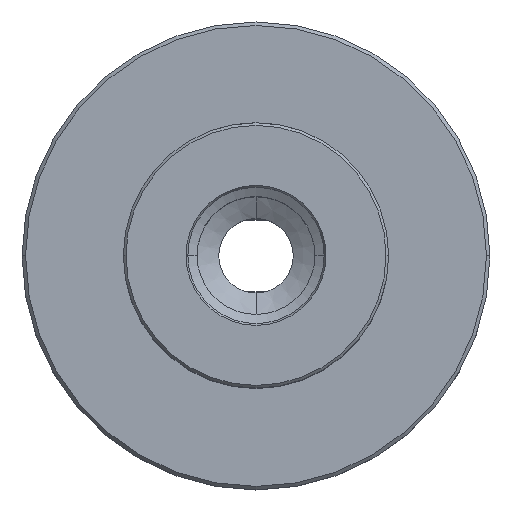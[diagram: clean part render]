
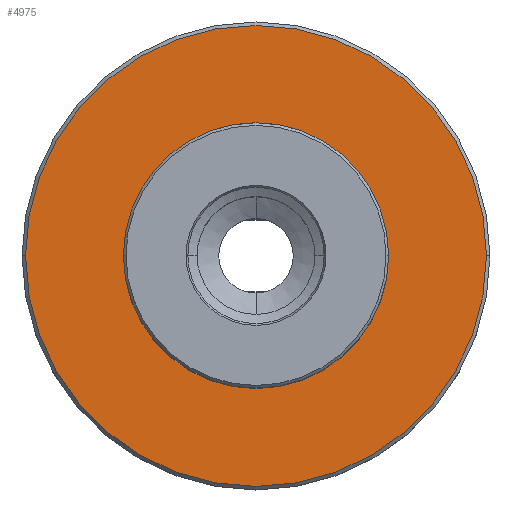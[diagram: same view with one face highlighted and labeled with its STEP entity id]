
A CAD part, top view. The second image highlights one B-rep face of the part: STEP entity #4975.
In plain terms, the highlighted planar face has unit normal (0, 0, 1).
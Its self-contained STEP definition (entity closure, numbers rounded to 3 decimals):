
#3153=EDGE_CURVE('NONE',#4989,#4213,#6729,.T.);
#3163=VERTEX_POINT('NONE',#6739);
#3933=EDGE_CURVE('NONE',#4619,#3163,#7574,.T.);
#4213=VERTEX_POINT('NONE',#7891);
#4451=EDGE_CURVE('NONE',#4213,#4989,#8155,.T.);
#4619=VERTEX_POINT('NONE',#8343);
#4975=ADVANCED_FACE('NONE',(#8728,#8729),#8730,.F.);
#4989=VERTEX_POINT('NONE',#8744);
#5027=EDGE_CURVE('NONE',#3163,#4619,#8786,.T.);
#6729=CIRCLE('',#13268,17.8);
#6739=CARTESIAN_POINT('',(31.275,0.,0.0));
#7574=CIRCLE('',#15746,31.275);
#7891=CARTESIAN_POINT('',(17.8,0.,0.0));
#8155=CIRCLE('',#17395,17.8);
#8343=CARTESIAN_POINT('',(-31.275,0.,0.0));
#8728=FACE_OUTER_BOUND('',#18646,.T.);
#8729=FACE_BOUND('',#18647,.T.);
#8730=PLANE('',#18648);
#8744=CARTESIAN_POINT('',(-17.8,0.,0.0));
#8786=CIRCLE('',#18763,31.275);
#13268=AXIS2_PLACEMENT_3D('',#20824,#20825,#20826);
#15746=AXIS2_PLACEMENT_3D('',#21526,#21527,#21528);
#17395=AXIS2_PLACEMENT_3D('',#22123,#22124,#22125);
#18646=EDGE_LOOP('',(#22692,#22693));
#18647=EDGE_LOOP('',(#22694,#22695));
#18648=AXIS2_PLACEMENT_3D('',#22696,#22697,#22698);
#18763=AXIS2_PLACEMENT_3D('',#22743,#22744,#22745);
#20824=CARTESIAN_POINT('',(0.0,0.0,0.0));
#20825=DIRECTION('',(0.0,0.0,-1.0));
#20826=DIRECTION('',(0.0,1.0,0.0));
#21526=CARTESIAN_POINT('',(0.0,0.0,0.0));
#21527=DIRECTION('',(0.0,0.0,-1.0));
#21528=DIRECTION('',(0.0,1.0,0.0));
#22123=CARTESIAN_POINT('',(0.0,0.0,0.0));
#22124=DIRECTION('',(0.0,0.0,-1.0));
#22125=DIRECTION('',(0.0,1.0,0.0));
#22692=ORIENTED_EDGE('',*,*,#3933,.F.);
#22693=ORIENTED_EDGE('',*,*,#5027,.F.);
#22694=ORIENTED_EDGE('',*,*,#4451,.T.);
#22695=ORIENTED_EDGE('',*,*,#3153,.T.);
#22696=CARTESIAN_POINT('',(0.0,0.0,0.0));
#22697=DIRECTION('',(0.0,0.0,-1.0));
#22698=DIRECTION('',(-1.0,0.0,0.0));
#22743=CARTESIAN_POINT('',(0.0,0.0,0.0));
#22744=DIRECTION('',(0.0,0.0,-1.0));
#22745=DIRECTION('',(0.0,1.0,0.0));
